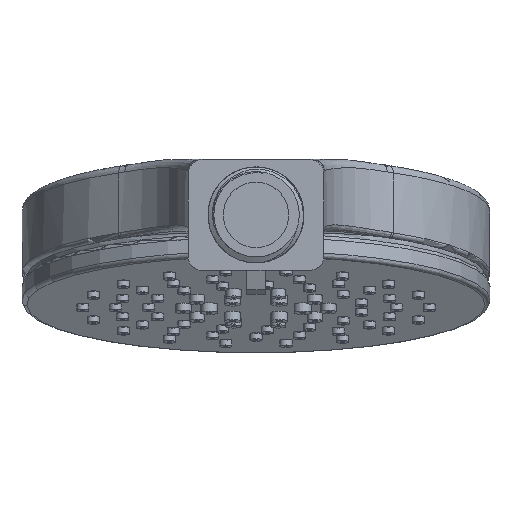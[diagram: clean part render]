
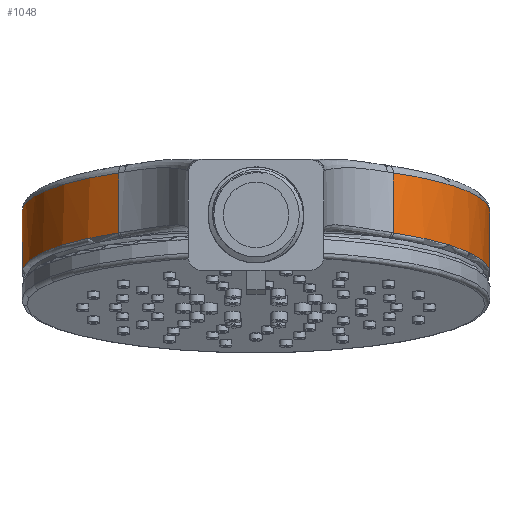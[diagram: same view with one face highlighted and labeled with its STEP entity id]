
A CAD part, top view. The second image highlights one B-rep face of the part: STEP entity #1048.
In plain terms, the highlighted cylindrical face has radius 50 mm (diameter 100 mm), a partial arc.
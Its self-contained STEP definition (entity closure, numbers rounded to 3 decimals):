
#105=CYLINDRICAL_SURFACE('',#4016,50.);
#749=CIRCLE('',#4015,50.);
#1004=B_SPLINE_CURVE_WITH_KNOTS('',3,(#6297,#6298,#6299,#6300,#6301,#6302,
#6303,#6304,#6305,#6306,#6307,#6308,#6309,#6310,#6311,#6312,#6313,#6314),
.UNSPECIFIED.,.F.,.F.,(4,2,2,2,2,2,2,2,4),(0.,0.125,0.25,0.375,0.5,0.625,
0.75,0.875,1.),.UNSPECIFIED.);
#1005=B_SPLINE_CURVE_WITH_KNOTS('',3,(#6316,#6317,#6318,#6319,#6320,#6321,
#6322,#6323,#6324,#6325,#6326,#6327,#6328,#6329,#6330,#6331,#6332,#6333,
#6334,#6335,#6336,#6337,#6338,#6339,#6340,#6341,#6342,#6343,#6344),.UNSPECIFIED.,
.F.,.F.,(4,2,2,2,2,2,2,2,2,1,2,2,2,2,4),(0.,0.125,0.25,
0.375,0.5,0.563,0.594,
0.609,0.617,0.621,0.623,
0.625,0.75,0.875,1.),.UNSPECIFIED.);
#1048=ADVANCED_FACE('',(#1531),#105,.T.);
#1531=FACE_OUTER_BOUND('',#1786,.T.);
#1786=EDGE_LOOP('',(#2467,#2468,#2469,#2470,#2471));
#2467=ORIENTED_EDGE('',*,*,#3591,.F.);
#2468=ORIENTED_EDGE('',*,*,#3595,.T.);
#2469=ORIENTED_EDGE('',*,*,#3596,.T.);
#2470=ORIENTED_EDGE('',*,*,#3597,.T.);
#2471=ORIENTED_EDGE('',*,*,#3598,.T.);
#3229=VERTEX_POINT('',#6276);
#3230=VERTEX_POINT('',#6278);
#3233=VERTEX_POINT('',#6315);
#3234=VERTEX_POINT('',#6345);
#3235=VERTEX_POINT('',#6347);
#3591=EDGE_CURVE('',#3229,#3230,#3886,.T.);
#3595=EDGE_CURVE('',#3229,#3233,#1004,.T.);
#3596=EDGE_CURVE('',#3233,#3234,#1005,.T.);
#3597=EDGE_CURVE('',#3234,#3235,#3887,.T.);
#3598=EDGE_CURVE('',#3235,#3230,#749,.T.);
#3886=LINE('',#6277,#3917);
#3887=LINE('',#6346,#3918);
#3917=VECTOR('',#4702,1.);
#3918=VECTOR('',#4707,1.);
#4015=AXIS2_PLACEMENT_3D('',#6348,#4708,#4709);
#4016=AXIS2_PLACEMENT_3D('',#6349,#4710,#4711);
#4702=DIRECTION('',(0.,-0.978,0.208));
#4707=DIRECTION('',(0.,-0.978,0.208));
#4708=DIRECTION('',(0.,0.978,-0.208));
#4709=DIRECTION('',(-1.,0.,0.));
#4710=DIRECTION('',(0.,-0.978,0.208));
#4711=DIRECTION('',(1.,0.,0.));
#6276=CARTESIAN_POINT('',(-29.356,9.217,-147.212));
#6277=CARTESIAN_POINT('',(-29.356,97.154,-165.904));
#6278=CARTESIAN_POINT('',(-29.356,-3.595,-144.489));
#6297=CARTESIAN_POINT('',(-29.356,9.22,-147.213));
#6298=CARTESIAN_POINT('',(-32.182,8.794,-149.218));
#6299=CARTESIAN_POINT('',(-35.158,8.261,-151.771));
#6300=CARTESIAN_POINT('',(-40.832,6.918,-158.268));
#6301=CARTESIAN_POINT('',(-43.529,6.107,-162.22));
#6302=CARTESIAN_POINT('',(-47.794,4.191,-171.593));
#6303=CARTESIAN_POINT('',(-49.357,3.085,-177.023));
#6304=CARTESIAN_POINT('',(-50.322,0.662,-188.963));
#6305=CARTESIAN_POINT('',(-49.709,-0.656,-195.478));
#6306=CARTESIAN_POINT('',(-45.398,-3.272,-208.502));
#6307=CARTESIAN_POINT('',(-41.991,-4.401,-214.13));
#6308=CARTESIAN_POINT('',(-34.057,-6.224,-223.245));
#6309=CARTESIAN_POINT('',(-29.538,-6.92,-226.744));
#6310=CARTESIAN_POINT('',(-20.467,-7.936,-231.884));
#6311=CARTESIAN_POINT('',(-15.915,-8.258,-233.535));
#6312=CARTESIAN_POINT('',(-7.427,-8.645,-235.537));
#6313=CARTESIAN_POINT('',(-3.487,-8.711,-235.894));
#6314=CARTESIAN_POINT('',(0.005,-8.711,-235.894));
#6315=CARTESIAN_POINT('',(0.005,-8.711,-235.894));
#6316=CARTESIAN_POINT('',(0.005,-8.711,-235.894));
#6317=CARTESIAN_POINT('',(3.497,-8.711,-235.894));
#6318=CARTESIAN_POINT('',(7.437,-8.645,-235.537));
#6319=CARTESIAN_POINT('',(15.925,-8.258,-233.535));
#6320=CARTESIAN_POINT('',(20.476,-7.936,-231.884));
#6321=CARTESIAN_POINT('',(29.547,-6.92,-226.744));
#6322=CARTESIAN_POINT('',(34.066,-6.224,-223.245));
#6323=CARTESIAN_POINT('',(42.,-4.401,-214.13));
#6324=CARTESIAN_POINT('',(45.402,-3.275,-208.518));
#6325=CARTESIAN_POINT('',(48.643,-1.309,-198.726));
#6326=CARTESIAN_POINT('',(49.241,-0.714,-195.771));
#6327=CARTESIAN_POINT('',(49.751,0.055,-191.955));
#6328=CARTESIAN_POINT('',(49.856,0.292,-190.784));
#6329=CARTESIAN_POINT('',(49.951,0.614,-189.187));
#6330=CARTESIAN_POINT('',(49.972,0.716,-188.681));
#6331=CARTESIAN_POINT('',(49.993,0.861,-187.962));
#6332=CARTESIAN_POINT('',(49.997,0.908,-187.729));
#6333=CARTESIAN_POINT('',(50.002,0.977,-187.39));
#6334=CARTESIAN_POINT('',(50.003,1.01,-187.223));
#6335=CARTESIAN_POINT('',(50.004,1.043,-187.06));
#6336=CARTESIAN_POINT('',(50.005,1.065,-186.952));
#6337=CARTESIAN_POINT('',(50.005,1.069,-186.931));
#6338=CARTESIAN_POINT('',(50.001,2.334,-180.672));
#6339=CARTESIAN_POINT('',(48.808,3.512,-174.878));
#6340=CARTESIAN_POINT('',(44.906,5.607,-164.618));
#6341=CARTESIAN_POINT('',(42.205,6.524,-160.148));
#6342=CARTESIAN_POINT('',(36.128,8.075,-152.651));
#6343=CARTESIAN_POINT('',(32.755,8.709,-149.618));
#6344=CARTESIAN_POINT('',(29.365,9.22,-147.213));
#6345=CARTESIAN_POINT('',(29.365,9.22,-147.213));
#6346=CARTESIAN_POINT('',(29.365,97.154,-165.904));
#6347=CARTESIAN_POINT('',(29.365,-3.59,-144.49));
#6348=CARTESIAN_POINT('',(0.005,-12.01,-184.076));
#6349=CARTESIAN_POINT('',(0.005,88.739,-205.491));
